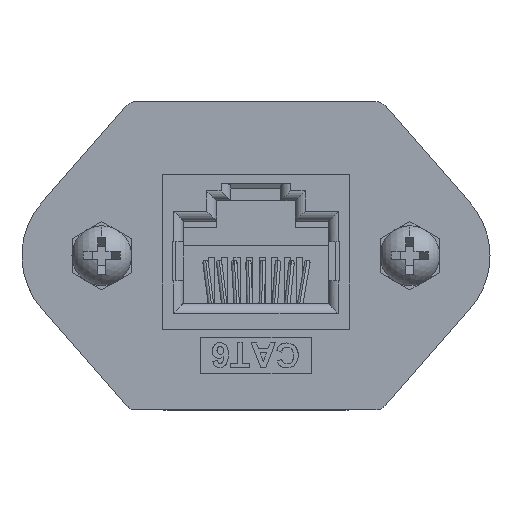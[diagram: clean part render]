
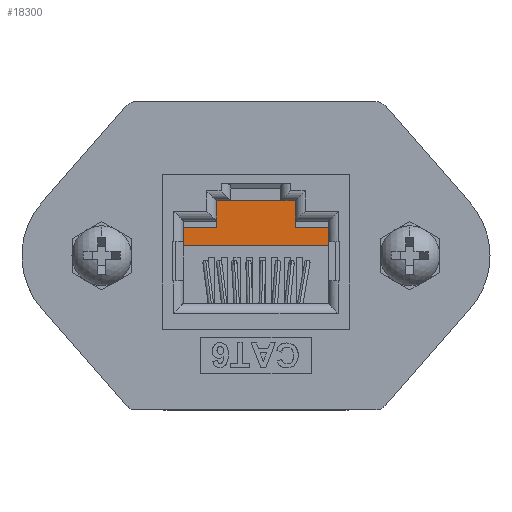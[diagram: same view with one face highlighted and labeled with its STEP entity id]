
A CAD part, top view. The second image highlights one B-rep face of the part: STEP entity #18300.
In plain terms, the highlighted planar face has unit normal (0, 0, 1).
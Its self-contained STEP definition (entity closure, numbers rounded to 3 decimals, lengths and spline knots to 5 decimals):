
#17536 = VERTEX_POINT ( 'NONE', #46931 ) ;
#17538 = EDGE_CURVE ( 'NONE', #17556, #17536, #46818, .T. ) ;
#17556 = VERTEX_POINT ( 'NONE', #46994 ) ;
#17629 = VERTEX_POINT ( 'NONE', #47234 ) ;
#17666 = VERTEX_POINT ( 'NONE', #47357 ) ;
#17676 = EDGE_CURVE ( 'NONE', #17678, #17629, #47419, .T. ) ;
#17678 = VERTEX_POINT ( 'NONE', #47473 ) ;
#17734 = EDGE_CURVE ( 'NONE', #69948, #17666, #47625, .T. ) ;
#17781 = EDGE_CURVE ( 'NONE', #17782, #17797, #47868, .T. ) ;
#17782 = VERTEX_POINT ( 'NONE', #47861 ) ;
#17797 = VERTEX_POINT ( 'NONE', #47845 ) ;
#17831 = EDGE_CURVE ( 'NONE', #17797, #69948, #47992, .T. ) ;
#18033 = VERTEX_POINT ( 'NONE', #48619 ) ;
#18049 = EDGE_CURVE ( 'NONE', #17629, #18033, #48725, .T. ) ;
#18058 = EDGE_CURVE ( 'NONE', #18064, #17556, #48816, .T. ) ;
#18064 = VERTEX_POINT ( 'NONE', #48693 ) ;
#18240 = EDGE_CURVE ( 'NONE', #17536, #17782, #49298, .T. ) ;
#18242 = ORIENTED_EDGE ( 'NONE', *, *, #17676, .T. ) ;
#18256 = EDGE_CURVE ( 'NONE', #17666, #17678, #49299, .T. ) ;
#18288 = ORIENTED_EDGE ( 'NONE', *, *, #18058, .T. ) ;
#18289 = ORIENTED_EDGE ( 'NONE', *, *, #18256, .T. ) ;
#18290 = ORIENTED_EDGE ( 'NONE', *, *, #18240, .T. ) ;
#18293 = ORIENTED_EDGE ( 'NONE', *, *, #17831, .T. ) ;
#18298 = ORIENTED_EDGE ( 'NONE', *, *, #18049, .T. ) ;
#18300 = ADVANCED_FACE ( 'NONE', ( #49413 ), #49525, .T. ) ;
#18301 = ORIENTED_EDGE ( 'NONE', *, *, #17538, .T. ) ;
#18303 = ORIENTED_EDGE ( 'NONE', *, *, #17781, .T. ) ;
#18304 = ORIENTED_EDGE ( 'NONE', *, *, #18308, .T. ) ;
#18308 = EDGE_CURVE ( 'NONE', #18033, #18064, #49512, .T. ) ;
#18313 = ORIENTED_EDGE ( 'NONE', *, *, #17734, .T. ) ;
#18315 = EDGE_LOOP ( 'NONE', ( #18242, #18298, #18304, #18288, #18301, #18290, #18303, #18293, #18313, #18289 ) ) ;
#37594 = CARTESIAN_POINT ( 'NONE',  ( -0.12579, 0.16378, -0.43307 ) ) ;
#46816 = CARTESIAN_POINT ( 'NONE',  ( 0.23189, 0.02008, -0.43307 ) ) ;
#46818 = LINE ( 'NONE', #46816, #46899 ) ;
#46899 = VECTOR ( 'NONE', #46923, 39.37008 ) ;
#46923 = DIRECTION ( 'NONE',  ( 0., 1., 0. ) ) ;
#46931 = CARTESIAN_POINT ( 'NONE',  ( 0.23189, 0.07913, -0.43307 ) ) ;
#46994 = CARTESIAN_POINT ( 'NONE',  ( 0.23189, 0.03346, -0.43307 ) ) ;
#47234 = CARTESIAN_POINT ( 'NONE',  ( -0.23189, 0.03346, -0.43307 ) ) ;
#47357 = CARTESIAN_POINT ( 'NONE',  ( -0.12579, 0.07913, -0.43307 ) ) ;
#47419 = LINE ( 'NONE', #47547, #47545 ) ;
#47473 = CARTESIAN_POINT ( 'NONE',  ( -0.23189, 0.07913, -0.43307 ) ) ;
#47543 = DIRECTION ( 'NONE',  ( 0., -1., 0. ) ) ;
#47545 = VECTOR ( 'NONE', #47543, 39.37008 ) ;
#47547 = CARTESIAN_POINT ( 'NONE',  ( -0.23189, 0.07913, -0.43307 ) ) ;
#47625 = LINE ( 'NONE', #47754, #47753 ) ;
#47752 = DIRECTION ( 'NONE',  ( 0., -1., 0. ) ) ;
#47753 = VECTOR ( 'NONE', #47752, 39.37008 ) ;
#47754 = CARTESIAN_POINT ( 'NONE',  ( -0.12579, 0.16378, -0.43307 ) ) ;
#47845 = CARTESIAN_POINT ( 'NONE',  ( 0.12579, 0.16378, -0.43307 ) ) ;
#47853 = DIRECTION ( 'NONE',  ( 0., 1., 0. ) ) ;
#47854 = VECTOR ( 'NONE', #47853, 39.37008 ) ;
#47861 = CARTESIAN_POINT ( 'NONE',  ( 0.12579, 0.07913, -0.43307 ) ) ;
#47866 = CARTESIAN_POINT ( 'NONE',  ( 0.12579, 0.07913, -0.43307 ) ) ;
#47868 = LINE ( 'NONE', #47866, #47854 ) ;
#47974 = DIRECTION ( 'NONE',  ( -1., 0., 0. ) ) ;
#47975 = VECTOR ( 'NONE', #47974, 39.37008 ) ;
#47991 = CARTESIAN_POINT ( 'NONE',  ( -0.12579, 0.16378, -0.43307 ) ) ;
#47992 = LINE ( 'NONE', #47991, #47975 ) ;
#48619 = CARTESIAN_POINT ( 'NONE',  ( -0.23189, 0.02008, -0.43307 ) ) ;
#48689 = DIRECTION ( 'NONE',  ( 0., -1., 0. ) ) ;
#48693 = CARTESIAN_POINT ( 'NONE',  ( 0.23189, 0.02008, -0.43307 ) ) ;
#48721 = VECTOR ( 'NONE', #48689, 39.37008 ) ;
#48723 = CARTESIAN_POINT ( 'NONE',  ( -0.23189, 0.03346, -0.43307 ) ) ;
#48725 = LINE ( 'NONE', #48723, #48721 ) ;
#48788 = DIRECTION ( 'NONE',  ( 0., 1., 0. ) ) ;
#48814 = VECTOR ( 'NONE', #48788, 39.37008 ) ;
#48815 = CARTESIAN_POINT ( 'NONE',  ( 0.23189, 0.02008, -0.43307 ) ) ;
#48816 = LINE ( 'NONE', #48815, #48814 ) ;
#49295 = DIRECTION ( 'NONE',  ( -1., 0., 0. ) ) ;
#49296 = VECTOR ( 'NONE', #49295, 39.37008 ) ;
#49297 = CARTESIAN_POINT ( 'NONE',  ( 0.23189, 0.07913, -0.43307 ) ) ;
#49298 = LINE ( 'NONE', #49297, #49296 ) ;
#49299 = LINE ( 'NONE', #49402, #49392 ) ;
#49392 = VECTOR ( 'NONE', #49399, 39.37008 ) ;
#49399 = DIRECTION ( 'NONE',  ( -1., 0., 0. ) ) ;
#49402 = CARTESIAN_POINT ( 'NONE',  ( -0.12579, 0.07913, -0.43307 ) ) ;
#49413 = FACE_OUTER_BOUND ( 'NONE', #18315, .T. ) ;
#49488 = DIRECTION ( 'NONE',  ( 1., 0., 0. ) ) ;
#49489 = VECTOR ( 'NONE', #49488, 39.37008 ) ;
#49495 = DIRECTION ( 'NONE',  ( 1., 0., 0. ) ) ;
#49496 = DIRECTION ( 'NONE',  ( 0., 0., 1. ) ) ;
#49497 = CARTESIAN_POINT ( 'NONE',  ( -0.23189, 0.02008, -0.43307 ) ) ;
#49511 = CARTESIAN_POINT ( 'NONE',  ( -0.23189, 0.02008, -0.43307 ) ) ;
#49512 = LINE ( 'NONE', #49511, #49489 ) ;
#49515 = AXIS2_PLACEMENT_3D ( 'NONE', #49497, #49496, #49495 ) ;
#49525 = PLANE ( 'NONE',  #49515 ) ;
#69948 = VERTEX_POINT ( 'NONE', #37594 ) ;
